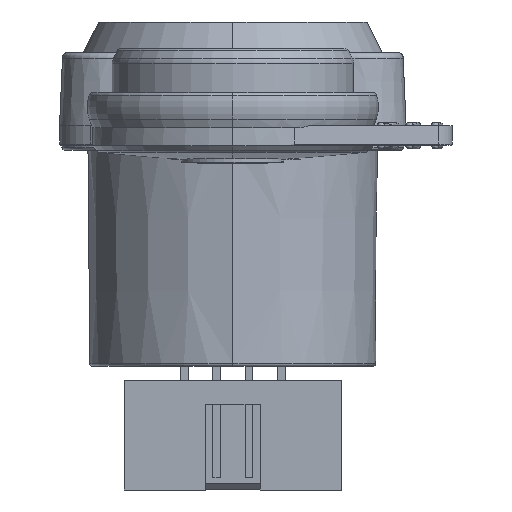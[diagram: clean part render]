
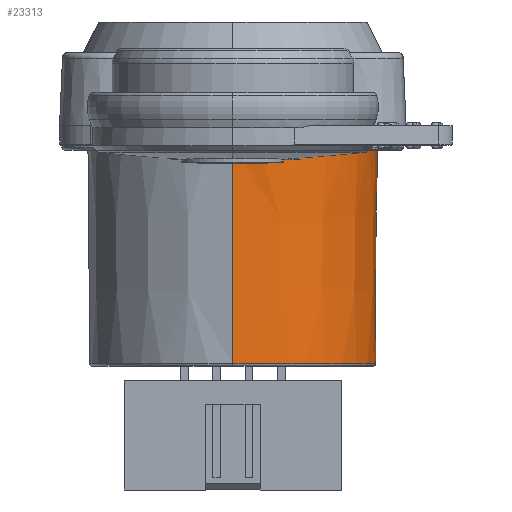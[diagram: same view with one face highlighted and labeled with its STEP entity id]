
A CAD part, front view. The second image highlights one B-rep face of the part: STEP entity #23313.
In plain terms, the highlighted conical face has half-angle 0.5 degrees and reference radius 11.795 mm.
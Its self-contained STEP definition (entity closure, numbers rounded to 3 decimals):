
#7119=CARTESIAN_POINT('',(0.,0.,
-7.1));
#7120=DIRECTION('',(0.,0.,1.));
#7121=DIRECTION('',(0.,-1.,0.));
#7122=AXIS2_PLACEMENT_3D('',#7119,#7120,#7121);
#7660=DIRECTION('',(0.,0.009,-1.));
#7661=VECTOR('',#7660,17.902);
#7662=CARTESIAN_POINT('',(0.,-11.873,
-7.1));
#7663=LINE('',#7662,#7661);
#7664=DIRECTION('',(-0.009,0.,1.));
#7665=VECTOR('',#7664,17.902);
#7666=CARTESIAN_POINT('',(-11.717,0.,
-25.002));
#7667=LINE('',#7666,#7665);
#7668=CARTESIAN_POINT('',(0.,0.,
-25.002));
#7669=DIRECTION('',(0.,0.,1.));
#7670=DIRECTION('',(0.,-1.,0.));
#7671=AXIS2_PLACEMENT_3D('',#7668,#7669,#7670);
#12975=CARTESIAN_POINT('',(-11.717,0.,
-25.002));
#12976=CARTESIAN_POINT('',(0.,-11.717,
-25.002));
#12977=VERTEX_POINT('',#12975);
#12978=VERTEX_POINT('',#12976);
#12983=CARTESIAN_POINT('',(-11.873,0.,-7.1));
#12984=CARTESIAN_POINT('',(0.,-11.873,
-7.1));
#12985=VERTEX_POINT('',#12983);
#12986=VERTEX_POINT('',#12984);
#23301=CARTESIAN_POINT('',(0.,0.,
-16.051));
#23302=DIRECTION('',(0.,0.,1.));
#23303=DIRECTION('',(1.,0.,0.));
#23304=AXIS2_PLACEMENT_3D('',#23301,#23302,#23303);
#23305=CONICAL_SURFACE('',#23304,11.795,0.5);
#23306=ORIENTED_EDGE('',*,*,#22505,.T.);
#23307=ORIENTED_EDGE('',*,*,#23296,.F.);
#23309=ORIENTED_EDGE('',*,*,#23308,.F.);
#23310=ORIENTED_EDGE('',*,*,#23292,.F.);
#23311=EDGE_LOOP('',(#23306,#23307,#23309,#23310));
#23312=FACE_OUTER_BOUND('',#23311,.F.);
#23313=ADVANCED_FACE('',(#23312),#23305,.T.);
#7123=CIRCLE('',#7122,11.873);
#7672=CIRCLE('',#7671,11.717);
#22505=EDGE_CURVE('',#12986,#12985,#7123,.T.);
#23292=EDGE_CURVE('',#12986,#12978,#7663,.T.);
#23296=EDGE_CURVE('',#12977,#12985,#7667,.T.);
#23308=EDGE_CURVE('',#12978,#12977,#7672,.T.);
